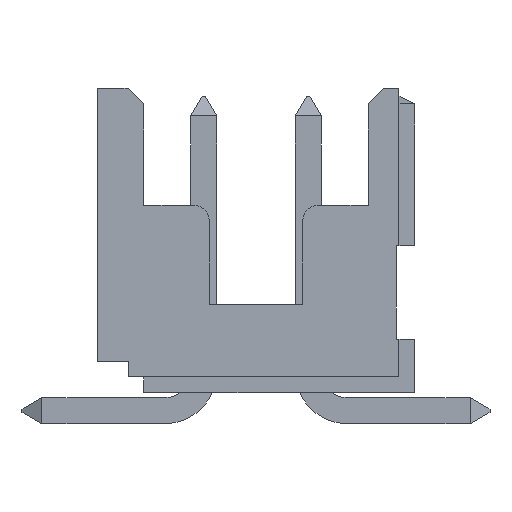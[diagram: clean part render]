
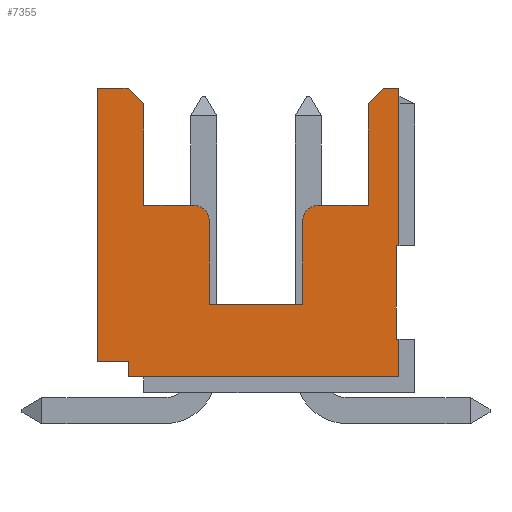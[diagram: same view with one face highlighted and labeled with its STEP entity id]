
A CAD part, left-side view. The second image highlights one B-rep face of the part: STEP entity #7355.
In plain terms, the highlighted planar face has unit normal (-1, 0, 0).
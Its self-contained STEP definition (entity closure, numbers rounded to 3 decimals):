
#1=DIRECTION('',(0.,-1.,0.));
#2=VECTOR('',#1,0.59);
#3=CARTESIAN_POINT('',(2.,3.05,5.85));
#4=LINE('4394',#3,#2);
#5=DIRECTION('',(0.,-0.707,-0.707));
#6=VECTOR('',#5,0.424);
#7=CARTESIAN_POINT('',(2.,2.46,5.85));
#8=LINE('5185',#7,#6);
#9=CARTESIAN_POINT('',(2.,1.2,3.3));
#10=DIRECTION('',(1.,0.,0.));
#11=DIRECTION('',(0.,0.,1.));
#12=AXIS2_PLACEMENT_3D('',#9,#10,#11);
#14=CARTESIAN_POINT('',(2.,-1.2,3.3));
#15=DIRECTION('',(1.,0.,0.));
#16=DIRECTION('',(0.,1.,0.));
#17=AXIS2_PLACEMENT_3D('',#14,#15,#16);
#19=DIRECTION('',(0.,-0.707,0.707));
#20=VECTOR('',#19,0.424);
#21=CARTESIAN_POINT('',(2.,-2.16,5.55));
#22=LINE('5074',#21,#20);
#23=DIRECTION('',(0.,-1.,0.));
#24=VECTOR('',#23,0.29);
#25=CARTESIAN_POINT('',(2.,-2.46,5.85));
#26=LINE('4404',#25,#24);
#27=DIRECTION('',(0.,0.,1.));
#28=VECTOR('',#27,3.025);
#29=CARTESIAN_POINT('',(2.,-2.75,2.825));
#30=LINE('4408',#29,#28);
#103=DIRECTION('',(0.,-1.,0.));
#104=VECTOR('',#103,0.05);
#105=CARTESIAN_POINT('',(2.,-2.7,2.825));
#106=LINE('4409',#105,#104);
#231=DIRECTION('',(0.,0.,-1.));
#232=VECTOR('',#231,1.95);
#233=CARTESIAN_POINT('',(2.,-2.16,5.55));
#234=LINE('4423',#233,#232);
#550=DIRECTION('',(0.,1.,0.));
#551=VECTOR('',#550,1.8);
#552=CARTESIAN_POINT('',(2.,-0.9,1.7));
#553=LINE('4420',#552,#551);
#727=DIRECTION('',(0.,1.,0.));
#728=VECTOR('',#727,0.05);
#729=CARTESIAN_POINT('',(2.,-2.75,1.025));
#730=LINE('4411',#729,#728);
#927=DIRECTION('',(0.,-1.,0.));
#928=VECTOR('',#927,5.2);
#929=CARTESIAN_POINT('',(2.,2.45,0.3));
#930=LINE('4413',#929,#928);
#2503=DIRECTION('',(0.,0.,1.));
#2504=VECTOR('',#2503,0.725);
#2505=CARTESIAN_POINT('',(2.,-2.75,0.3));
#2506=LINE('4412',#2505,#2504);
#2539=DIRECTION('',(0.,0.,-1.));
#2540=VECTOR('',#2539,0.3);
#2541=CARTESIAN_POINT('',(2.,2.45,0.6));
#2542=LINE('4414',#2541,#2540);
#2543=DIRECTION('',(0.,-1.,0.));
#2544=VECTOR('',#2543,0.6);
#2545=CARTESIAN_POINT('',(2.,3.05,0.6));
#2546=LINE('4415',#2545,#2544);
#2555=DIRECTION('',(0.,0.,-1.));
#2556=VECTOR('',#2555,5.25);
#2557=CARTESIAN_POINT('',(2.,3.05,5.85));
#2558=LINE('4416',#2557,#2556);
#2575=DIRECTION('',(0.,0.,1.));
#2576=VECTOR('',#2575,1.95);
#2577=CARTESIAN_POINT('',(2.,2.16,3.6));
#2578=LINE('4417',#2577,#2576);
#2612=DIRECTION('',(0.,0.,1.));
#2613=VECTOR('',#2612,1.6);
#2614=CARTESIAN_POINT('',(2.,0.9,1.7));
#2615=LINE('4419',#2614,#2613);
#2620=DIRECTION('',(0.,1.,0.));
#2621=VECTOR('',#2620,0.96);
#2622=CARTESIAN_POINT('',(2.,1.2,3.6));
#2623=LINE('4418',#2622,#2621);
#3960=DIRECTION('',(0.,0.,1.));
#3961=VECTOR('',#3960,1.8);
#3962=CARTESIAN_POINT('',(2.,-2.7,1.025));
#3963=LINE('4410',#3962,#3961);
#5317=DIRECTION('',(0.,1.,0.));
#5318=VECTOR('',#5317,0.96);
#5319=CARTESIAN_POINT('',(2.,-2.16,3.6));
#5320=LINE('4422',#5319,#5318);
#5325=DIRECTION('',(0.,0.,-1.));
#5326=VECTOR('',#5325,1.6);
#5327=CARTESIAN_POINT('',(2.,-0.9,3.3));
#5328=LINE('4421',#5327,#5326);
#5585=CARTESIAN_POINT('',(2.,3.05,5.85));
#5586=CARTESIAN_POINT('',(2.,2.46,5.85));
#5587=VERTEX_POINT('',#5585);
#5588=VERTEX_POINT('',#5586);
#5609=CARTESIAN_POINT('',(2.,-2.46,5.85));
#5610=CARTESIAN_POINT('',(2.,-2.75,5.85));
#5611=VERTEX_POINT('',#5609);
#5612=VERTEX_POINT('',#5610);
#5625=CARTESIAN_POINT('',(2.,-2.75,2.825));
#5626=VERTEX_POINT('',#5625);
#5627=CARTESIAN_POINT('',(2.,-2.7,2.825));
#5628=VERTEX_POINT('',#5627);
#5629=CARTESIAN_POINT('',(2.,-2.7,1.025));
#5630=VERTEX_POINT('',#5629);
#5631=CARTESIAN_POINT('',(2.,-2.75,1.025));
#5632=VERTEX_POINT('',#5631);
#5633=CARTESIAN_POINT('',(2.,-2.75,0.3));
#5634=VERTEX_POINT('',#5633);
#5635=CARTESIAN_POINT('',(2.,2.45,0.3));
#5636=VERTEX_POINT('',#5635);
#5637=CARTESIAN_POINT('',(2.,2.45,0.6));
#5638=VERTEX_POINT('',#5637);
#5639=CARTESIAN_POINT('',(2.,3.05,0.6));
#5640=VERTEX_POINT('',#5639);
#5641=CARTESIAN_POINT('',(2.,2.16,3.6));
#5642=CARTESIAN_POINT('',(2.,2.16,5.55));
#5643=VERTEX_POINT('',#5641);
#5644=VERTEX_POINT('',#5642);
#5645=CARTESIAN_POINT('',(2.,1.2,3.6));
#5646=VERTEX_POINT('',#5645);
#5647=CARTESIAN_POINT('',(2.,0.9,1.7));
#5648=CARTESIAN_POINT('',(2.,0.9,3.3));
#5649=VERTEX_POINT('',#5647);
#5650=VERTEX_POINT('',#5648);
#5651=CARTESIAN_POINT('',(2.,-0.9,1.7));
#5652=VERTEX_POINT('',#5651);
#5653=CARTESIAN_POINT('',(2.,-0.9,3.3));
#5654=VERTEX_POINT('',#5653);
#5655=CARTESIAN_POINT('',(2.,-2.16,3.6));
#5656=CARTESIAN_POINT('',(2.,-1.2,3.6));
#5657=VERTEX_POINT('',#5655);
#5658=VERTEX_POINT('',#5656);
#5659=CARTESIAN_POINT('',(2.,-2.16,5.55));
#5660=VERTEX_POINT('',#5659);
#7305=CARTESIAN_POINT('',(2.,0.15,3.075));
#7306=DIRECTION('',(1.,0.,0.));
#7307=DIRECTION('',(0.,-1.,0.));
#7308=AXIS2_PLACEMENT_3D('',#7305,#7306,#7307);
#7309=PLANE('5680',#7308);
#7311=ORIENTED_EDGE('4408',*,*,#7310,.F.);
#7313=ORIENTED_EDGE('4409',*,*,#7312,.F.);
#7315=ORIENTED_EDGE('4410',*,*,#7314,.F.);
#7317=ORIENTED_EDGE('4411',*,*,#7316,.F.);
#7319=ORIENTED_EDGE('4412',*,*,#7318,.F.);
#7321=ORIENTED_EDGE('4413',*,*,#7320,.F.);
#7323=ORIENTED_EDGE('4414',*,*,#7322,.F.);
#7325=ORIENTED_EDGE('4415',*,*,#7324,.F.);
#7327=ORIENTED_EDGE('4416',*,*,#7326,.F.);
#7328=ORIENTED_EDGE('4394',*,*,#7294,.T.);
#7330=ORIENTED_EDGE('5185',*,*,#7329,.T.);
#7332=ORIENTED_EDGE('4417',*,*,#7331,.F.);
#7334=ORIENTED_EDGE('4418',*,*,#7333,.F.);
#7336=ORIENTED_EDGE('4526',*,*,#7335,.T.);
#7338=ORIENTED_EDGE('4419',*,*,#7337,.F.);
#7340=ORIENTED_EDGE('4420',*,*,#7339,.F.);
#7342=ORIENTED_EDGE('4421',*,*,#7341,.F.);
#7344=ORIENTED_EDGE('4510',*,*,#7343,.T.);
#7346=ORIENTED_EDGE('4422',*,*,#7345,.F.);
#7348=ORIENTED_EDGE('4423',*,*,#7347,.F.);
#7350=ORIENTED_EDGE('5074',*,*,#7349,.T.);
#7352=ORIENTED_EDGE('4404',*,*,#7351,.T.);
#7353=EDGE_LOOP('5680',(#7311,#7313,#7315,#7317,#7319,#7321,#7323,#7325,#7327,
#7328,#7330,#7332,#7334,#7336,#7338,#7340,#7342,#7344,#7346,#7348,#7350,#7352));
#7354=FACE_OUTER_BOUND('5680',#7353,.F.);
#7355=ADVANCED_FACE('5680',(#7354),#7309,.F.);
#13=CIRCLE('4526',#12,0.3);
#18=CIRCLE('4510',#17,0.3);
#7294=EDGE_CURVE('4394',#5587,#5588,#4,.T.);
#7310=EDGE_CURVE('4408',#5626,#5612,#30,.T.);
#7312=EDGE_CURVE('4409',#5628,#5626,#106,.T.);
#7314=EDGE_CURVE('4410',#5630,#5628,#3963,.T.);
#7316=EDGE_CURVE('4411',#5632,#5630,#730,.T.);
#7318=EDGE_CURVE('4412',#5634,#5632,#2506,.T.);
#7320=EDGE_CURVE('4413',#5636,#5634,#930,.T.);
#7322=EDGE_CURVE('4414',#5638,#5636,#2542,.T.);
#7324=EDGE_CURVE('4415',#5640,#5638,#2546,.T.);
#7326=EDGE_CURVE('4416',#5587,#5640,#2558,.T.);
#7329=EDGE_CURVE('5185',#5588,#5644,#8,.T.);
#7331=EDGE_CURVE('4417',#5643,#5644,#2578,.T.);
#7333=EDGE_CURVE('4418',#5646,#5643,#2623,.T.);
#7335=EDGE_CURVE('4526',#5646,#5650,#13,.T.);
#7337=EDGE_CURVE('4419',#5649,#5650,#2615,.T.);
#7339=EDGE_CURVE('4420',#5652,#5649,#553,.T.);
#7341=EDGE_CURVE('4421',#5654,#5652,#5328,.T.);
#7343=EDGE_CURVE('4510',#5654,#5658,#18,.T.);
#7345=EDGE_CURVE('4422',#5657,#5658,#5320,.T.);
#7347=EDGE_CURVE('4423',#5660,#5657,#234,.T.);
#7349=EDGE_CURVE('5074',#5660,#5611,#22,.T.);
#7351=EDGE_CURVE('4404',#5611,#5612,#26,.T.);
